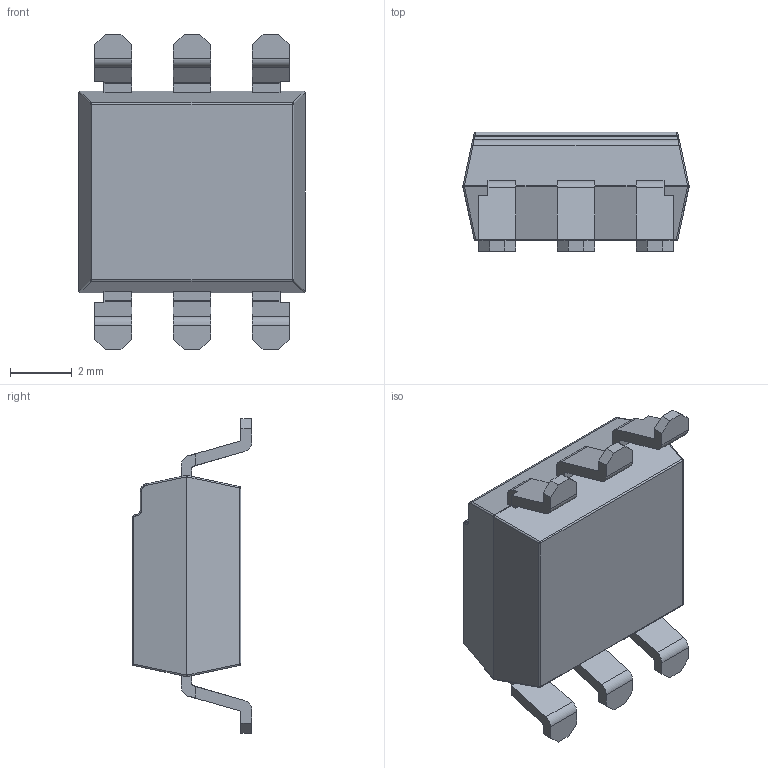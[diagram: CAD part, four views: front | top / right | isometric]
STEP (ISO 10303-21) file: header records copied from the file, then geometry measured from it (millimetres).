
FILE_DESCRIPTION(/* description */ ('STEP AP203'),/* implementation_level */ '2;1');
FILE_NAME(/* name */ 'SMD-6.stp',/* time_stamp */ '2018-10-29T10:59:54+01:00',/* author */ ('kruck'),/* organization */ (''),/* preprocessor_version */ 'ST-DEVELOPER v16.1',/* originating_system */ 'Autodesk Inventor 2016',/* authorisation */ '');
FILE_SCHEMA (('AUTOMOTIVE_DESIGN { 1 0 10303 214 3 1 1 }'));
Length unit declared in the file: millimetre
Products named in the file (1): DIP6-S type
Bounding box: 7.3 x 3.85 x 10.16 mm (x, y, z)
Volume: 155 mm3; surface area: 224.5 mm2
Topology: 1 solids, 1 shells, 160 faces, 431 edges, 268 vertices
Faces by surface type: plane 87, cylinder 57, sphere 10, bspline 6
Full cylindrical faces by diameter (mm): 0.3 x1
Entity records: 5046 total; most frequent: CARTESIAN_POINT 955, ORIENTED_EDGE 848, DIRECTION 830, EDGE_CURVE 424, LINE 304, VECTOR 304, VERTEX_POINT 268, AXIS2_PLACEMENT_3D 263
